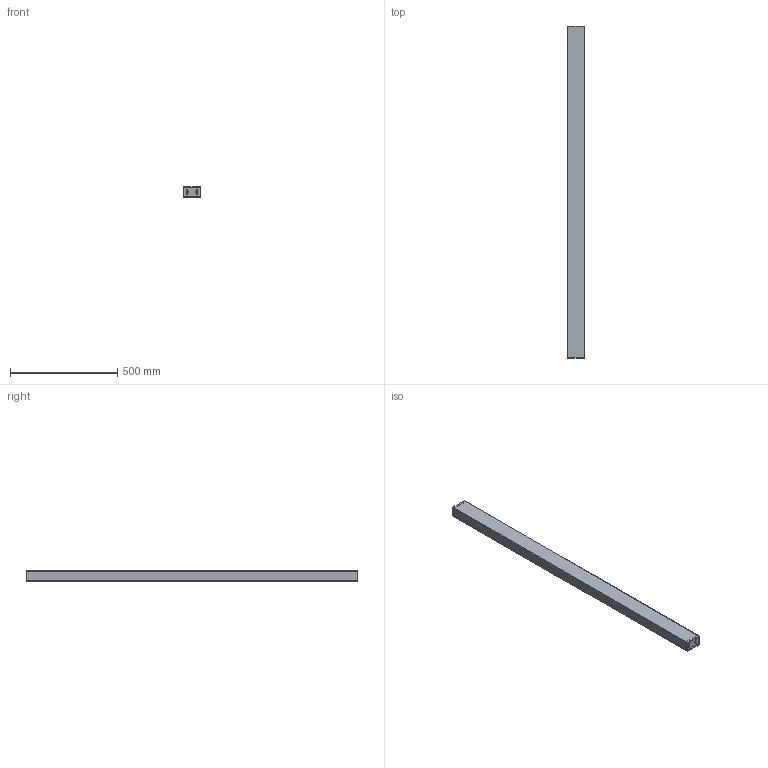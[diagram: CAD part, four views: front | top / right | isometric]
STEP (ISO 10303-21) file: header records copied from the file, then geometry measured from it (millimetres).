
FILE_DESCRIPTION(/* description */ ('Unknown'),/* implementation_level */ '2;1');
FILE_NAME(/* name */ '115.00154 Traverse TA TU SE 1550 kpl',/* time_stamp */ '2019-09-23T17:52:39+02:00',/* author */ ('Unknown'),/* organization */ ('Unknown'),/* preprocessor_version */ 'ST-DEVELOPER v16.7',/* originating_system */ 'DEX',/* authorisation */ $);
FILE_SCHEMA (('AUTOMOTIVE_DESIGN {1 0 10303 214 3 1 1}'));
Length unit declared in the file: millimetre
Products named in the file (4): 115.00154; 127.00373; 127.00133; 127.00039
Assembly tree (4 placements, depth 3):
  115.00154
    127.00373
      127.00133
      127.00039  x2
Bounding box: 80 x 1550 x 50 mm (x, y, z)
Volume: 788454.3 mm3; surface area: 771844.3 mm2
Topology: 3 solids, 3 shells, 112 faces, 304 edges, 208 vertices
Faces by surface type: plane 52, cylinder 52, cone 8
Full cylindrical faces by diameter (mm): 4.917 x12, 6.647 x4, 6.8 x8, 9 x12
Entity records: 3353 total; most frequent: DIRECTION 478, CARTESIAN_POINT 429, ORIENTED_EDGE 376, AXIS2_PLACEMENT_3D 193, EDGE_CURVE 188, EDGE_LOOP 178, FACE_BOUND 178, VERTEX_POINT 144
